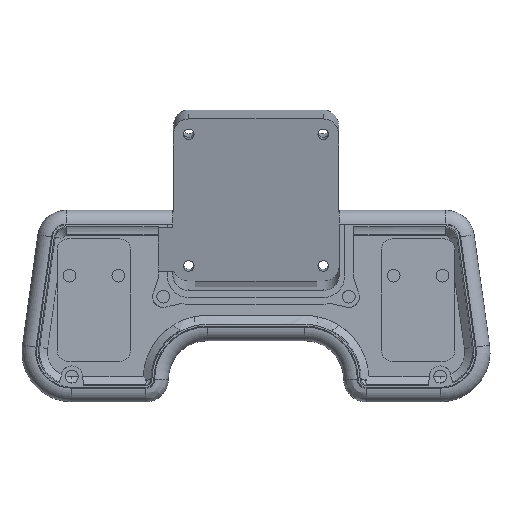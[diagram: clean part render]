
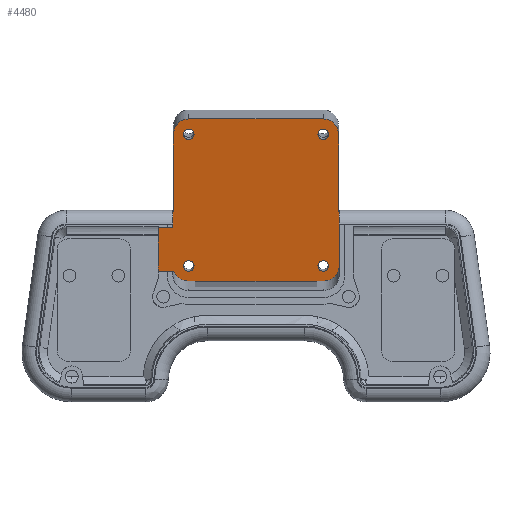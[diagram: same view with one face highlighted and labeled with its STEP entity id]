
A CAD part, top view. The second image highlights one B-rep face of the part: STEP entity #4480.
In plain terms, the highlighted planar face has unit normal (0, -0.208, 0.978).
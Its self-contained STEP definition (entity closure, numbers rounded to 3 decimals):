
#39=FACE_BOUND('',#966,.T.);
#40=FACE_BOUND('',#967,.T.);
#41=FACE_BOUND('',#968,.T.);
#42=FACE_BOUND('',#969,.T.);
#242=CIRCLE('',#4670,1.75);
#244=CIRCLE('',#4673,1.75);
#246=CIRCLE('',#4676,1.75);
#248=CIRCLE('',#4679,1.75);
#339=CIRCLE('',#4879,5.);
#340=CIRCLE('',#4881,10.);
#350=CIRCLE('',#4908,5.);
#351=CIRCLE('',#4910,5.);
#352=CIRCLE('',#4911,5.);
#477=PLANE('',#4909);
#694=FACE_OUTER_BOUND('',#965,.T.);
#965=EDGE_LOOP('',(#3999,#4000,#4001,#4002,#4003,#4004,#4005,#4006,#4007,
#4008,#4009,#4010,#4011,#4012,#4013,#4014,#4015,#4016));
#966=EDGE_LOOP('',(#4017));
#967=EDGE_LOOP('',(#4018));
#968=EDGE_LOOP('',(#4019));
#969=EDGE_LOOP('',(#4020));
#1175=LINE('',#8592,#1545);
#1193=LINE('',#8631,#1563);
#1197=LINE('',#8638,#1567);
#1215=LINE('',#8804,#1585);
#1236=LINE('',#8862,#1606);
#1317=LINE('',#9112,#1687);
#1326=LINE('',#9130,#1696);
#1331=LINE('',#9143,#1701);
#1349=LINE('',#9211,#1719);
#1360=LINE('',#9265,#1730);
#1361=LINE('',#9267,#1731);
#1362=LINE('',#9271,#1732);
#1363=LINE('',#9274,#1733);
#1545=VECTOR('',#5470,10.);
#1563=VECTOR('',#5504,10.);
#1567=VECTOR('',#5508,10.);
#1585=VECTOR('',#5614,10.);
#1606=VECTOR('',#5679,10.);
#1687=VECTOR('',#5920,10.);
#1696=VECTOR('',#5933,10.);
#1701=VECTOR('',#5950,10.);
#1719=VECTOR('',#5994,10.);
#1730=VECTOR('',#6033,10.);
#1731=VECTOR('',#6034,10.);
#1732=VECTOR('',#6037,10.);
#1733=VECTOR('',#6040,10.);
#2009=VERTEX_POINT('',#7923);
#2011=VERTEX_POINT('',#7929);
#2013=VERTEX_POINT('',#7935);
#2015=VERTEX_POINT('',#7941);
#2073=VERTEX_POINT('',#8581);
#2077=VERTEX_POINT('',#8591);
#2087=VERTEX_POINT('',#8630);
#2090=VERTEX_POINT('',#8636);
#2127=VERTEX_POINT('',#8801);
#2128=VERTEX_POINT('',#8803);
#2142=VERTEX_POINT('',#8859);
#2143=VERTEX_POINT('',#8861);
#2218=VERTEX_POINT('',#9108);
#2220=VERTEX_POINT('',#9111);
#2225=VERTEX_POINT('',#9123);
#2227=VERTEX_POINT('',#9128);
#2229=VERTEX_POINT('',#9138);
#2253=VERTEX_POINT('',#9261);
#2254=VERTEX_POINT('',#9266);
#2255=VERTEX_POINT('',#9268);
#2256=VERTEX_POINT('',#9270);
#2257=VERTEX_POINT('',#9272);
#2499=EDGE_CURVE('',#2009,#2009,#242,.T.);
#2502=EDGE_CURVE('',#2011,#2011,#244,.T.);
#2505=EDGE_CURVE('',#2013,#2013,#246,.T.);
#2508=EDGE_CURVE('',#2015,#2015,#248,.T.);
#2584=EDGE_CURVE('',#2077,#2073,#1175,.T.);
#2604=EDGE_CURVE('',#2073,#2087,#1193,.T.);
#2608=EDGE_CURVE('',#2090,#2077,#1197,.T.);
#2660=EDGE_CURVE('',#2127,#2128,#1215,.T.);
#2689=EDGE_CURVE('',#2142,#2143,#1236,.T.);
#2808=EDGE_CURVE('',#2218,#2220,#1317,.T.);
#2818=EDGE_CURVE('',#2225,#2227,#1326,.T.);
#2821=EDGE_CURVE('',#2218,#2087,#339,.T.);
#2823=EDGE_CURVE('',#2220,#2229,#340,.T.);
#2826=EDGE_CURVE('',#2127,#2225,#1331,.F.);
#2856=EDGE_CURVE('',#2229,#2227,#1349,.T.);
#2866=EDGE_CURVE('',#2090,#2253,#350,.T.);
#2868=EDGE_CURVE('',#2253,#2143,#1360,.F.);
#2869=EDGE_CURVE('',#2142,#2254,#1361,.T.);
#2870=EDGE_CURVE('',#2254,#2255,#351,.T.);
#2871=EDGE_CURVE('',#2255,#2256,#1362,.T.);
#2872=EDGE_CURVE('',#2256,#2257,#352,.T.);
#2873=EDGE_CURVE('',#2257,#2128,#1363,.T.);
#3999=ORIENTED_EDGE('',*,*,#2821,.T.);
#4000=ORIENTED_EDGE('',*,*,#2604,.F.);
#4001=ORIENTED_EDGE('',*,*,#2584,.F.);
#4002=ORIENTED_EDGE('',*,*,#2608,.F.);
#4003=ORIENTED_EDGE('',*,*,#2866,.T.);
#4004=ORIENTED_EDGE('',*,*,#2868,.T.);
#4005=ORIENTED_EDGE('',*,*,#2689,.F.);
#4006=ORIENTED_EDGE('',*,*,#2869,.T.);
#4007=ORIENTED_EDGE('',*,*,#2870,.T.);
#4008=ORIENTED_EDGE('',*,*,#2871,.T.);
#4009=ORIENTED_EDGE('',*,*,#2872,.T.);
#4010=ORIENTED_EDGE('',*,*,#2873,.T.);
#4011=ORIENTED_EDGE('',*,*,#2660,.F.);
#4012=ORIENTED_EDGE('',*,*,#2826,.T.);
#4013=ORIENTED_EDGE('',*,*,#2818,.T.);
#4014=ORIENTED_EDGE('',*,*,#2856,.F.);
#4015=ORIENTED_EDGE('',*,*,#2823,.F.);
#4016=ORIENTED_EDGE('',*,*,#2808,.F.);
#4017=ORIENTED_EDGE('',*,*,#2499,.T.);
#4018=ORIENTED_EDGE('',*,*,#2502,.T.);
#4019=ORIENTED_EDGE('',*,*,#2505,.T.);
#4020=ORIENTED_EDGE('',*,*,#2508,.T.);
#4480=ADVANCED_FACE('',(#694,#39,#40,#41,#42),#477,.T.);
#4670=AXIS2_PLACEMENT_3D('',#7925,#5336,#5337);
#4673=AXIS2_PLACEMENT_3D('',#7931,#5343,#5344);
#4676=AXIS2_PLACEMENT_3D('',#7937,#5350,#5351);
#4679=AXIS2_PLACEMENT_3D('',#7943,#5357,#5358);
#4879=AXIS2_PLACEMENT_3D('',#9135,#5939,#5940);
#4881=AXIS2_PLACEMENT_3D('',#9139,#5944,#5945);
#4908=AXIS2_PLACEMENT_3D('',#9262,#6028,#6029);
#4909=AXIS2_PLACEMENT_3D('',#9264,#6031,#6032);
#4910=AXIS2_PLACEMENT_3D('',#9269,#6035,#6036);
#4911=AXIS2_PLACEMENT_3D('',#9273,#6038,#6039);
#5336=DIRECTION('center_axis',(0.,0.208,-0.978));
#5337=DIRECTION('ref_axis',(1.,0.,0.));
#5343=DIRECTION('center_axis',(0.,0.208,-0.978));
#5344=DIRECTION('ref_axis',(1.,0.,0.));
#5350=DIRECTION('center_axis',(0.,0.208,-0.978));
#5351=DIRECTION('ref_axis',(1.,0.,0.));
#5357=DIRECTION('center_axis',(0.,0.208,-0.978));
#5358=DIRECTION('ref_axis',(1.,0.,0.));
#5470=DIRECTION('',(-1.,0.,0.));
#5504=DIRECTION('',(-1.,0.,0.));
#5508=DIRECTION('',(-1.,0.,0.));
#5614=DIRECTION('',(1.,0.,0.));
#5679=DIRECTION('',(1.,0.,0.));
#5920=DIRECTION('',(-1.,0.,0.));
#5933=DIRECTION('',(-1.,0.,0.));
#5939=DIRECTION('center_axis',(0.,-0.208,
0.978));
#5940=DIRECTION('ref_axis',(-0.707,-0.692,-0.147));
#5944=DIRECTION('center_axis',(0.,0.208,-0.978));
#5945=DIRECTION('ref_axis',(-1.,0.,0.));
#5950=DIRECTION('',(0.,0.978,0.208));
#5994=DIRECTION('',(0.,0.978,0.208));
#6028=DIRECTION('center_axis',(0.,-0.208,
0.978));
#6029=DIRECTION('ref_axis',(0.707,-0.692,-0.147));
#6031=DIRECTION('center_axis',(0.,-0.208,
0.978));
#6032=DIRECTION('ref_axis',(1.,0.,0.));
#6033=DIRECTION('',(0.,-0.978,-0.208));
#6034=DIRECTION('',(0.,0.978,0.208));
#6035=DIRECTION('center_axis',(0.,-0.208,
0.978));
#6036=DIRECTION('ref_axis',(1.,0.,0.));
#6037=DIRECTION('',(-1.,0.,0.));
#6038=DIRECTION('center_axis',(0.,-0.208,
0.978));
#6039=DIRECTION('ref_axis',(0.,0.978,0.208));
#6040=DIRECTION('',(0.,-0.978,-0.208));
#7923=CARTESIAN_POINT('',(-23.75,-23.859,6.435));
#7925=CARTESIAN_POINT('Origin',(-22.,-23.859,6.435));
#7929=CARTESIAN_POINT('',(20.25,-23.859,6.435));
#7931=CARTESIAN_POINT('Origin',(22.,-23.859,6.435));
#7935=CARTESIAN_POINT('',(-23.75,19.179,15.583));
#7937=CARTESIAN_POINT('Origin',(-22.,19.179,15.583));
#7941=CARTESIAN_POINT('',(20.25,19.179,15.583));
#7943=CARTESIAN_POINT('Origin',(22.,19.179,15.583));
#8581=CARTESIAN_POINT('',(-20.,-28.796,5.386));
#8591=CARTESIAN_POINT('',(20.,-28.796,5.386));
#8592=CARTESIAN_POINT('',(-11.,-28.796,5.386));
#8630=CARTESIAN_POINT('',(-22.2,-28.796,5.386));
#8631=CARTESIAN_POINT('',(-11.,-28.796,5.386));
#8636=CARTESIAN_POINT('',(22.2,-28.796,5.386));
#8638=CARTESIAN_POINT('',(-11.,-28.796,5.386));
#8801=CARTESIAN_POINT('',(-27.2,-6.107,10.209));
#8803=CARTESIAN_POINT('',(-27.,-6.107,10.209));
#8804=CARTESIAN_POINT('',(-31.039,-6.107,10.209));
#8859=CARTESIAN_POINT('',(27.,-6.107,10.209));
#8861=CARTESIAN_POINT('',(27.2,-6.107,10.209));
#8862=CARTESIAN_POINT('',(-31.039,-6.107,10.209));
#9108=CARTESIAN_POINT('',(-26.89,-25.599,6.066));
#9111=CARTESIAN_POINT('',(-31.812,-25.599,6.066));
#9112=CARTESIAN_POINT('',(-27.,-25.599,6.066));
#9123=CARTESIAN_POINT('',(-27.2,-11.324,9.1));
#9128=CARTESIAN_POINT('',(-32.,-11.324,9.1));
#9130=CARTESIAN_POINT('',(-27.,-11.324,9.1));
#9135=CARTESIAN_POINT('Origin',(-22.2,-23.905,6.426));
#9138=CARTESIAN_POINT('',(-32.,-23.71,6.467));
#9139=CARTESIAN_POINT('Origin',(-22.,-23.71,6.467));
#9143=CARTESIAN_POINT('',(-27.2,13.46,14.368));
#9211=CARTESIAN_POINT('',(-32.,4.002,12.358));
#9261=CARTESIAN_POINT('',(27.2,-23.905,6.426));
#9262=CARTESIAN_POINT('Origin',(22.2,-23.905,6.426));
#9264=CARTESIAN_POINT('Origin',(0.,7.591,13.12));
#9265=CARTESIAN_POINT('',(27.2,-8.059,9.794));
#9266=CARTESIAN_POINT('',(27.,19.329,15.615));
#9267=CARTESIAN_POINT('',(27.,-9.038,9.586));
#9268=CARTESIAN_POINT('',(22.,24.219,16.655));
#9269=CARTESIAN_POINT('Origin',(22.,19.329,15.615));
#9270=CARTESIAN_POINT('',(-22.,24.219,16.655));
#9271=CARTESIAN_POINT('',(22.,24.219,16.655));
#9272=CARTESIAN_POINT('',(-27.,19.329,15.615));
#9273=CARTESIAN_POINT('Origin',(-22.,19.329,15.615));
#9274=CARTESIAN_POINT('',(-27.,19.329,15.615));
